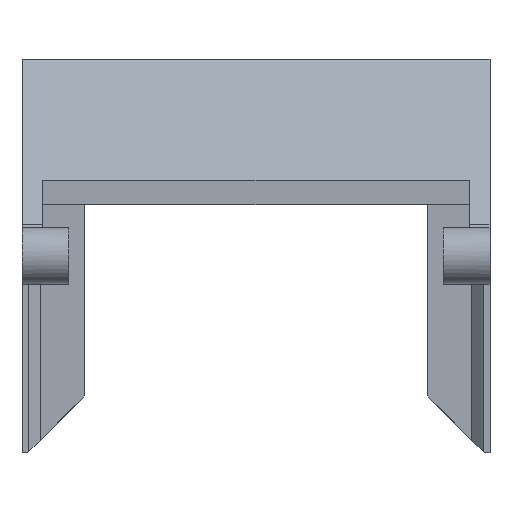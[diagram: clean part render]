
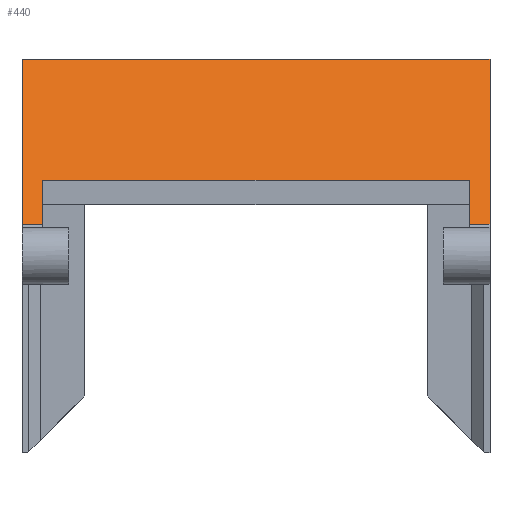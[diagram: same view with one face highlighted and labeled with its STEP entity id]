
A CAD part, front view. The second image highlights one B-rep face of the part: STEP entity #440.
In plain terms, the highlighted planar face has unit normal (0, -0.707, 0.707).
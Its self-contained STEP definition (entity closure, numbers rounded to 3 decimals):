
#397=AXIS2_PLACEMENT_3D('Plane Axis2P3D',#394,#395,#396) ;
#111=CARTESIAN_POINT('Vertex',(1.8,7.975,23.881)) ;
#114=CARTESIAN_POINT('Line Origine',(1.8,6.043,21.95)) ;
#118=CARTESIAN_POINT('Vertex',(1.8,4.112,20.018)) ;
#210=CARTESIAN_POINT('Vertex',(0.,4.112,20.018)) ;
#213=CARTESIAN_POINT('Line Origine',(0.,11.353,27.259)) ;
#217=CARTESIAN_POINT('Vertex',(0.,18.594,34.5)) ;
#377=CARTESIAN_POINT('Vertex',(39.2,7.975,23.881)) ;
#380=CARTESIAN_POINT('Line Origine',(20.5,7.975,23.881)) ;
#394=CARTESIAN_POINT('Axis2P3D Location',(20.5,18.594,34.5)) ;
#399=CARTESIAN_POINT('Line Origine',(0.9,4.112,20.018)) ;
#404=CARTESIAN_POINT('Line Origine',(39.2,6.043,21.95)) ;
#408=CARTESIAN_POINT('Vertex',(39.2,4.112,20.018)) ;
#411=CARTESIAN_POINT('Line Origine',(40.1,4.112,20.018)) ;
#415=CARTESIAN_POINT('Vertex',(41.,4.112,20.018)) ;
#418=CARTESIAN_POINT('Line Origine',(41.,11.353,27.259)) ;
#422=CARTESIAN_POINT('Vertex',(41.,18.594,34.5)) ;
#425=CARTESIAN_POINT('Line Origine',(20.5,18.594,34.5)) ;
#115=DIRECTION('Vector Direction',(0.,0.707,0.707)) ;
#214=DIRECTION('Vector Direction',(0.,-0.707,-0.707)) ;
#381=DIRECTION('Vector Direction',(1.,0.,0.)) ;
#395=DIRECTION('Axis2P3D Direction',(0.,-0.707,0.707)) ;
#396=DIRECTION('Axis2P3D XDirection',(0.,-0.707,-0.707)) ;
#400=DIRECTION('Vector Direction',(-1.,0.,0.)) ;
#405=DIRECTION('Vector Direction',(0.,0.707,0.707)) ;
#412=DIRECTION('Vector Direction',(1.,0.,0.)) ;
#419=DIRECTION('Vector Direction',(0.,-0.707,-0.707)) ;
#426=DIRECTION('Vector Direction',(1.,0.,0.)) ;
#116=VECTOR('Line Direction',#115,1.) ;
#215=VECTOR('Line Direction',#214,1.) ;
#382=VECTOR('Line Direction',#381,1.) ;
#401=VECTOR('Line Direction',#400,1.) ;
#406=VECTOR('Line Direction',#405,1.) ;
#413=VECTOR('Line Direction',#412,1.) ;
#420=VECTOR('Line Direction',#419,1.) ;
#427=VECTOR('Line Direction',#426,1.) ;
#431=ORIENTED_EDGE('',*,*,#219,.F.) ;
#432=ORIENTED_EDGE('',*,*,#403,.F.) ;
#433=ORIENTED_EDGE('',*,*,#120,.F.) ;
#434=ORIENTED_EDGE('',*,*,#384,.T.) ;
#435=ORIENTED_EDGE('',*,*,#410,.T.) ;
#436=ORIENTED_EDGE('',*,*,#417,.F.) ;
#437=ORIENTED_EDGE('',*,*,#424,.F.) ;
#438=ORIENTED_EDGE('',*,*,#429,.F.) ;
#440=ADVANCED_FACE('Hauptk\X2\00F6\X0\rper',(#439),#398,.T.) ;
#120=EDGE_CURVE('',#112,#119,#117,.F.) ;
#219=EDGE_CURVE('',#211,#218,#216,.F.) ;
#384=EDGE_CURVE('',#112,#378,#383,.T.) ;
#403=EDGE_CURVE('',#119,#211,#402,.T.) ;
#410=EDGE_CURVE('',#378,#409,#407,.F.) ;
#417=EDGE_CURVE('',#416,#409,#414,.F.) ;
#424=EDGE_CURVE('',#423,#416,#421,.T.) ;
#429=EDGE_CURVE('',#218,#423,#428,.T.) ;
#430=EDGE_LOOP('',(#431,#432,#433,#434,#435,#436,#437,#438)) ;
#439=FACE_OUTER_BOUND('',#430,.T.) ;
#117=LINE('Line',#114,#116) ;
#216=LINE('Line',#213,#215) ;
#383=LINE('Line',#380,#382) ;
#402=LINE('Line',#399,#401) ;
#407=LINE('Line',#404,#406) ;
#414=LINE('Line',#411,#413) ;
#421=LINE('Line',#418,#420) ;
#428=LINE('Line',#425,#427) ;
#398=PLANE('',#397) ;
#112=VERTEX_POINT('',#111) ;
#119=VERTEX_POINT('',#118) ;
#211=VERTEX_POINT('',#210) ;
#218=VERTEX_POINT('',#217) ;
#378=VERTEX_POINT('',#377) ;
#409=VERTEX_POINT('',#408) ;
#416=VERTEX_POINT('',#415) ;
#423=VERTEX_POINT('',#422) ;
